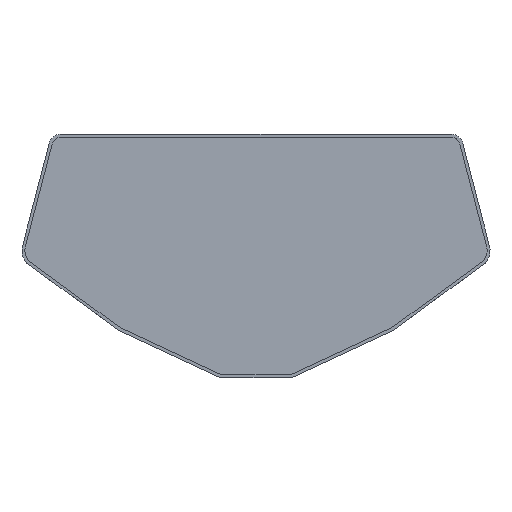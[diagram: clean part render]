
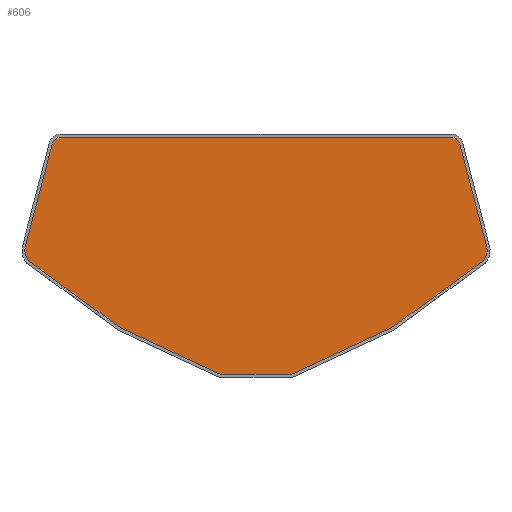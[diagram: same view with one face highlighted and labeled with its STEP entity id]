
A CAD part, top view. The second image highlights one B-rep face of the part: STEP entity #606.
In plain terms, the highlighted planar face has unit normal (0, 0, 1).
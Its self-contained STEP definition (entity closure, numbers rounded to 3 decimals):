
#34=CIRCLE('',#657,4.82);
#35=CIRCLE('',#661,8.519);
#36=CIRCLE('',#662,8.519);
#37=CIRCLE('',#663,4.82);
#50=FACE_OUTER_BOUND('',#83,.T.);
#83=EDGE_LOOP('',(#458,#459,#460,#461,#462,#463,#464,#465,#466,#467,#468,
#469));
#140=LINE('',#945,#212);
#142=LINE('',#949,#214);
#143=LINE('',#954,#215);
#144=LINE('',#956,#216);
#145=LINE('',#958,#217);
#146=LINE('',#960,#218);
#147=LINE('',#962,#219);
#148=LINE('',#966,#220);
#212=VECTOR('',#757,10.);
#214=VECTOR('',#761,10.);
#215=VECTOR('',#766,10.);
#216=VECTOR('',#767,10.);
#217=VECTOR('',#768,10.);
#218=VECTOR('',#769,10.);
#219=VECTOR('',#770,10.);
#220=VECTOR('',#773,10.);
#283=VERTEX_POINT('',#933);
#285=VERTEX_POINT('',#937);
#286=VERTEX_POINT('',#941);
#288=VERTEX_POINT('',#947);
#289=VERTEX_POINT('',#951);
#290=VERTEX_POINT('',#953);
#291=VERTEX_POINT('',#955);
#292=VERTEX_POINT('',#957);
#293=VERTEX_POINT('',#959);
#294=VERTEX_POINT('',#961);
#295=VERTEX_POINT('',#963);
#296=VERTEX_POINT('',#965);
#350=EDGE_CURVE('',#283,#285,#34,.F.);
#353=EDGE_CURVE('',#286,#283,#140,.T.);
#355=EDGE_CURVE('',#285,#288,#142,.T.);
#356=EDGE_CURVE('',#288,#289,#35,.T.);
#357=EDGE_CURVE('',#289,#290,#143,.F.);
#358=EDGE_CURVE('',#290,#291,#144,.F.);
#359=EDGE_CURVE('',#291,#292,#145,.F.);
#360=EDGE_CURVE('',#292,#293,#146,.F.);
#361=EDGE_CURVE('',#293,#294,#147,.F.);
#362=EDGE_CURVE('',#294,#295,#36,.T.);
#363=EDGE_CURVE('',#295,#296,#148,.F.);
#364=EDGE_CURVE('',#296,#286,#37,.T.);
#458=ORIENTED_EDGE('',*,*,#350,.T.);
#459=ORIENTED_EDGE('',*,*,#355,.T.);
#460=ORIENTED_EDGE('',*,*,#356,.T.);
#461=ORIENTED_EDGE('',*,*,#357,.T.);
#462=ORIENTED_EDGE('',*,*,#358,.T.);
#463=ORIENTED_EDGE('',*,*,#359,.T.);
#464=ORIENTED_EDGE('',*,*,#360,.T.);
#465=ORIENTED_EDGE('',*,*,#361,.T.);
#466=ORIENTED_EDGE('',*,*,#362,.T.);
#467=ORIENTED_EDGE('',*,*,#363,.T.);
#468=ORIENTED_EDGE('',*,*,#364,.T.);
#469=ORIENTED_EDGE('',*,*,#353,.T.);
#582=PLANE('',#660);
#606=ADVANCED_FACE('',(#50),#582,.T.);
#657=AXIS2_PLACEMENT_3D('',#939,#751,#752);
#660=AXIS2_PLACEMENT_3D('',#950,#762,#763);
#661=AXIS2_PLACEMENT_3D('',#952,#764,#765);
#662=AXIS2_PLACEMENT_3D('',#964,#771,#772);
#663=AXIS2_PLACEMENT_3D('',#967,#774,#775);
#751=DIRECTION('center_axis',(0.,0.,-1.));
#752=DIRECTION('ref_axis',(1.,0.,0.));
#757=DIRECTION('',(-1.,0.,0.));
#761=DIRECTION('',(-0.252,-0.968,0.));
#762=DIRECTION('center_axis',(0.,0.,1.));
#763=DIRECTION('ref_axis',(1.,0.,0.));
#764=DIRECTION('center_axis',(0.,0.,1.));
#765=DIRECTION('ref_axis',(1.,0.,0.));
#766=DIRECTION('',(-0.807,0.591,0.));
#767=DIRECTION('',(-0.907,0.422,0.));
#768=DIRECTION('',(-1.,0.,0.));
#769=DIRECTION('',(-0.907,-0.422,0.));
#770=DIRECTION('',(-0.807,-0.59,0.));
#771=DIRECTION('center_axis',(0.,0.,1.));
#772=DIRECTION('ref_axis',(1.,0.,0.));
#773=DIRECTION('',(0.252,-0.968,0.));
#774=DIRECTION('center_axis',(0.,0.,1.));
#775=DIRECTION('ref_axis',(1.,0.,0.));
#933=CARTESIAN_POINT('',(45.05,-24.66,-0.75));
#937=CARTESIAN_POINT('',(40.342,-28.446,-0.75));
#939=CARTESIAN_POINT('Origin',(45.05,-29.48,-0.75));
#941=CARTESIAN_POINT('',(255.932,-24.65,-0.75));
#945=CARTESIAN_POINT('',(203.212,-24.652,-0.75));
#947=CARTESIAN_POINT('',(25.903,-83.977,-0.75));
#949=CARTESIAN_POINT('',(37.806,-38.201,-0.75));
#950=CARTESIAN_POINT('Origin',(150.495,-77.933,-0.75));
#951=CARTESIAN_POINT('',(27.68,-91.496,-0.75));
#952=CARTESIAN_POINT('Origin',(34.18,-85.99,-0.75));
#953=CARTESIAN_POINT('',(77.087,-127.649,-0.75));
#954=CARTESIAN_POINT('',(64.478,-118.423,-0.75));
#955=CARTESIAN_POINT('',(131.914,-153.15,-0.75));
#956=CARTESIAN_POINT('',(97.791,-137.279,-0.75));
#957=CARTESIAN_POINT('',(169.076,-153.15,-0.75));
#958=CARTESIAN_POINT('',(141.287,-153.15,-0.75));
#959=CARTESIAN_POINT('',(223.903,-127.649,-0.75));
#960=CARTESIAN_POINT('',(175.894,-149.979,-0.75));
#961=CARTESIAN_POINT('',(273.306,-91.501,-0.75));
#962=CARTESIAN_POINT('',(211.873,-136.451,-0.75));
#963=CARTESIAN_POINT('',(275.084,-83.982,-0.75));
#964=CARTESIAN_POINT('Origin',(266.806,-85.995,-0.75));
#965=CARTESIAN_POINT('',(260.64,-28.436,-0.75));
#966=CARTESIAN_POINT('',(270.401,-65.974,-0.75));
#967=CARTESIAN_POINT('Origin',(255.932,-29.47,-0.75));
